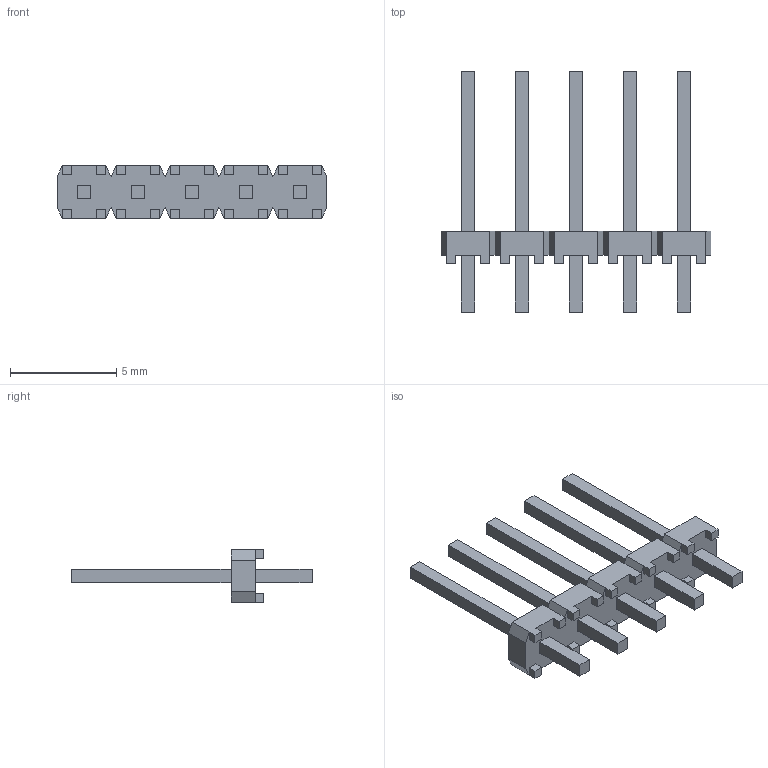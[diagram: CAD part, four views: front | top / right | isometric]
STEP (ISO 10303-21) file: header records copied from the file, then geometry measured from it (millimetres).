
FILE_DESCRIPTION(/* description */ ('STEP AP214'),/* implementation_level */ '2;1');
FILE_NAME(/* name */ 'MTLW-105-23-L-S-295',/* time_stamp */ '2024-10-10T11:51:21+02:00',/* author */ ('License CC BY-ND 4.0'),/* organization */ ('CADENAS'),/* preprocessor_version */ 'ST-DEVELOPER v19.3',/* originating_system */ 'PARTsolutions',/* authorisation */ ' ');
FILE_SCHEMA (('AUTOMOTIVE_DESIGN {1 0 10303 214 3 1 1}'));
Length unit declared in the file: inch
Products named in the file (3): MTLW-105-23-L-S-295; MTLW-105-23-L-S-295_body; MTLW-05-23-S-295
Assembly tree (2 placements, depth 2):
  MTLW-105-23-L-S-295
    MTLW-105-23-L-S-295_body
    MTLW-05-23-S-295
Bounding box: 12.7 x 11.3 x 2.49 mm (x, y, z)
Volume: 57.6 mm3; surface area: 288.5 mm2
Topology: 2 solids, 2 shells, 190 faces, 508 edges, 332 vertices
Faces by surface type: plane 190
Entity records: 5870 total; most frequent: CARTESIAN_POINT 1033, ORIENTED_EDGE 1016, DIRECTION 894, EDGE_CURVE 508, LINE 508, VECTOR 508, VERTEX_POINT 332, EDGE_LOOP 210
